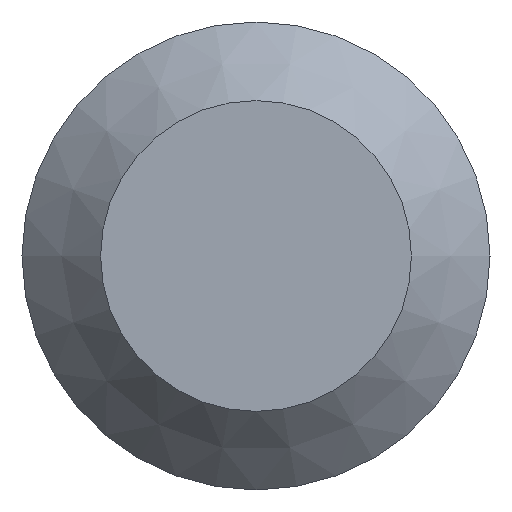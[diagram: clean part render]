
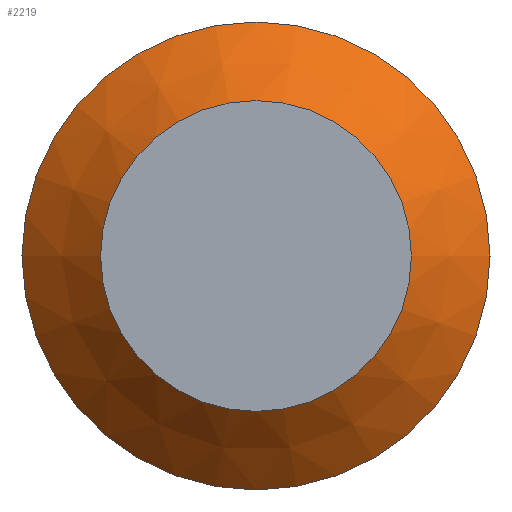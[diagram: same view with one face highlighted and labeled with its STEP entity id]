
A CAD part, left-side view. The second image highlights one B-rep face of the part: STEP entity #2219.
In plain terms, the highlighted conical face has half-angle 45 degrees and reference radius 3.32 mm.
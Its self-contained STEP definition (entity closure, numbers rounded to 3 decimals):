
#266 = CIRCLE ( 'NONE', #6454, 3.32 ) ;
#2219 = ADVANCED_FACE ( 'NONE', ( #2353, #2553 ), #5151, .T. ) ;
#2293 = VERTEX_POINT ( 'NONE', #7322 ) ;
#2353 = FACE_OUTER_BOUND ( 'NONE', #15963, .T. ) ;
#2553 = FACE_BOUND ( 'NONE', #17343, .T. ) ;
#3015 = DIRECTION ( 'NONE',  ( 1., 0., 0. ) ) ;
#3577 = DIRECTION ( 'NONE',  ( -1., 0., 0. ) ) ;
#4335 = DIRECTION ( 'NONE',  ( 0., 1., 0. ) ) ;
#4436 = EDGE_CURVE ( 'NONE', #17273, #17273, #16640, .T. ) ;
#5151 = CONICAL_SURFACE ( 'NONE', #6609, 3.32, 0.785 ) ;
#6365 = CARTESIAN_POINT ( 'NONE',  ( 1.68, 0., 0. ) ) ;
#6454 = AXIS2_PLACEMENT_3D ( 'NONE', #11788, #16176, #14721 ) ;
#6579 = ORIENTED_EDGE ( 'NONE', *, *, #4436, .T. ) ;
#6609 = AXIS2_PLACEMENT_3D ( 'NONE', #8394, #3015, #4335 ) ;
#7322 = CARTESIAN_POINT ( 'NONE',  ( 0., -3.32, 0. ) ) ;
#8394 = CARTESIAN_POINT ( 'NONE',  ( 0., 0., 0. ) ) ;
#11353 = AXIS2_PLACEMENT_3D ( 'NONE', #6365, #3577, #13223 ) ;
#11788 = CARTESIAN_POINT ( 'NONE',  ( 0., 0., 0. ) ) ;
#12303 = EDGE_CURVE ( 'NONE', #2293, #2293, #266, .T. ) ;
#12658 = CARTESIAN_POINT ( 'NONE',  ( 1.68, -5., 0. ) ) ;
#13155 = ORIENTED_EDGE ( 'NONE', *, *, #12303, .F. ) ;
#13223 = DIRECTION ( 'NONE',  ( 0., -1., 0. ) ) ;
#14721 = DIRECTION ( 'NONE',  ( 0., -1., 0. ) ) ;
#15963 = EDGE_LOOP ( 'NONE', ( #6579 ) ) ;
#16176 = DIRECTION ( 'NONE',  ( -1., 0., 0. ) ) ;
#16640 = CIRCLE ( 'NONE', #11353, 5. ) ;
#17273 = VERTEX_POINT ( 'NONE', #12658 ) ;
#17343 = EDGE_LOOP ( 'NONE', ( #13155 ) ) ;
